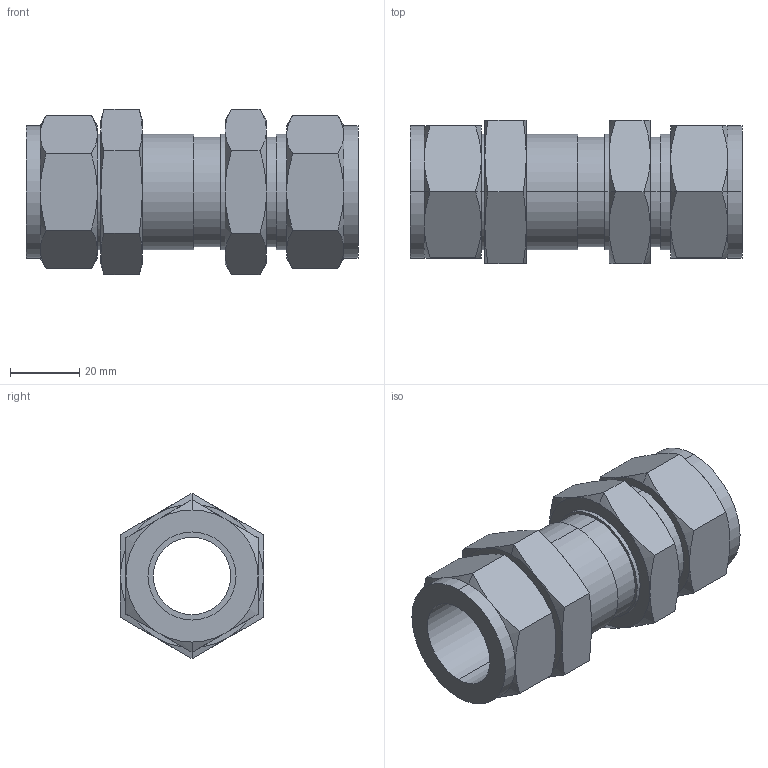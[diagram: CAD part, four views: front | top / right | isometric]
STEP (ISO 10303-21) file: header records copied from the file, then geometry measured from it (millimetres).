
FILE_DESCRIPTION (( 'STEP AP203' ), '1' );
FILE_NAME ('RizurLok-PG-1Ä(O)-1Ä(O).STEP', '2022-03-05T12:45:37', ( '' ), ( '' ), 'SwSTEP 2.0', 'SolidWorks 2020', '' );
FILE_SCHEMA (( 'CONFIG_CONTROL_DESIGN' ));
Length unit declared in the file: millimetre
Products named in the file (2): RizurLok-PG-1Ä(O)-1Ä(O)
Assembly tree (1 placements, depth 2):
  RizurLok-PG-1Ä(O)-1Ä(O)
    RizurLok-PG-1Ä(O)-1Ä(O)
Bounding box: 95.75 x 41.27 x 47.65 mm (x, y, z)
Volume: 66687.1 mm3; surface area: 24130.9 mm2
Topology: 1 solids, 1 shells, 399 faces, 1024 edges, 660 vertices
Faces by surface type: plane 163, bspline 150, cone 64, cylinder 22
Entity records: 19202 total; most frequent: CARTESIAN_POINT 10473, ORIENTED_EDGE 2048, DIRECTION 1238, EDGE_CURVE 1024, VERTEX_POINT 660, LINE 524, VECTOR 524, EDGE_LOOP 434
